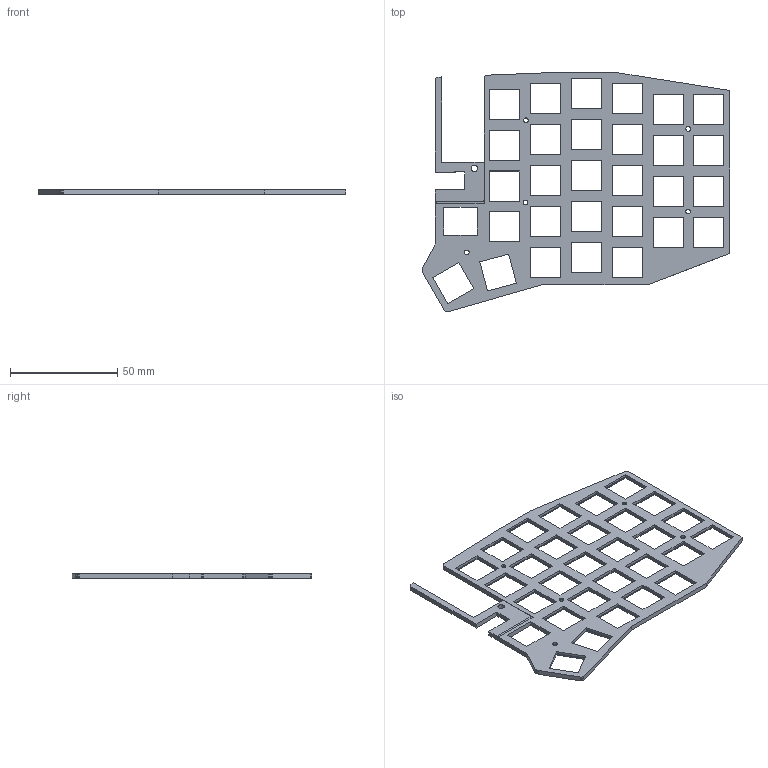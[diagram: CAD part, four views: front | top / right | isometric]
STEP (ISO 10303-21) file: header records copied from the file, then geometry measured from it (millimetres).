
FILE_DESCRIPTION(('FreeCAD Model'),'2;1');
FILE_NAME('Open CASCADE Shape Model','2023-12-27T20:21:13',(''),(''), 'Open CASCADE STEP processor 7.6','FreeCAD','Unknown');
FILE_SCHEMA(('AUTOMOTIVE_DESIGN { 1 0 10303 214 1 1 1 1 }'));
Length unit declared in the file: millimetre
Products named in the file (3): Retaining Plate; Cut001; Body008
Assembly tree (2 placements, depth 2):
  Retaining Plate
    Cut001
    Body008
Bounding box: 143.37 x 111.75 x 2.2 mm (x, y, z)
Volume: 14024.6 mm3; surface area: 18533.5 mm2
Topology: 2 solids, 2 shells, 645 faces, 1835 edges, 1223 vertices
Faces by surface type: plane 644, cylinder 1
Full cylindrical faces by diameter (mm): 3 x1
Entity records: 44356 total; most frequent: CARTESIAN_POINT 7608, DIRECTION 6571, LINE 5269, VECTOR 5269, ORIENTED_EDGE 3670, PCURVE 3670, DEFINITIONAL_REPRESENTATION 3670, EDGE_CURVE 1835
